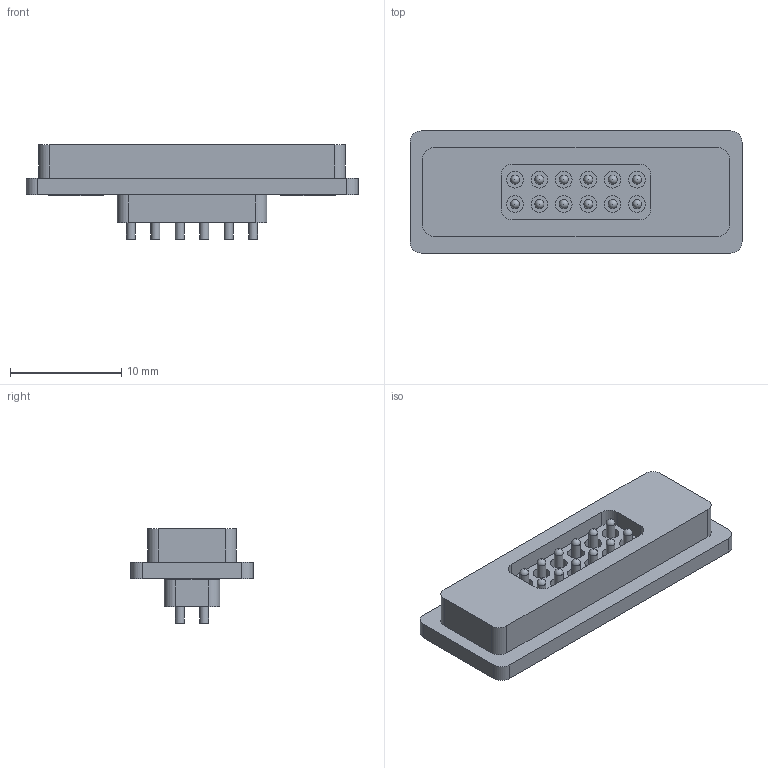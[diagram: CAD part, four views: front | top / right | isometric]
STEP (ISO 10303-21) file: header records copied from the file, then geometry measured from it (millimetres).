
FILE_DESCRIPTION(/* description */ (''),/* implementation_level */ '2;1');
FILE_NAME(/* name */ 'Magnetic connector 12pin female.step',/* time_stamp */ '2023-09-04T22:13:59+02:00',/* author */ (''),/* organization */ (''),/* preprocessor_version */ 'ST-DEVELOPER v20',/* originating_system */ 'Autodesk Translation Framework v12.9.0.99',/* authorisation */ '');
FILE_SCHEMA (('AUTOMOTIVE_DESIGN { 1 0 10303 214 3 1 1 }'));
Length unit declared in the file: millimetre
Products named in the file (1): Magnetic connector 12pin
Bounding box: 29.9 x 11 x 8.5 mm (x, y, z)
Volume: 1232.5 mm3; surface area: 2049.8 mm2
Topology: 15 solids, 15 shells, 219 faces, 432 edges, 284 vertices
Faces by surface type: cylinder 104, plane 103, sphere 12
Full cylindrical faces by diameter (mm): 0.8 x24, 1.5 x24, 1.8 x24
Entity records: 5738 total; most frequent: DIRECTION 1080, CARTESIAN_POINT 924, ORIENTED_EDGE 840, AXIS2_PLACEMENT_3D 440, EDGE_CURVE 420, EDGE_LOOP 296, VERTEX_POINT 284, CIRCLE 220
